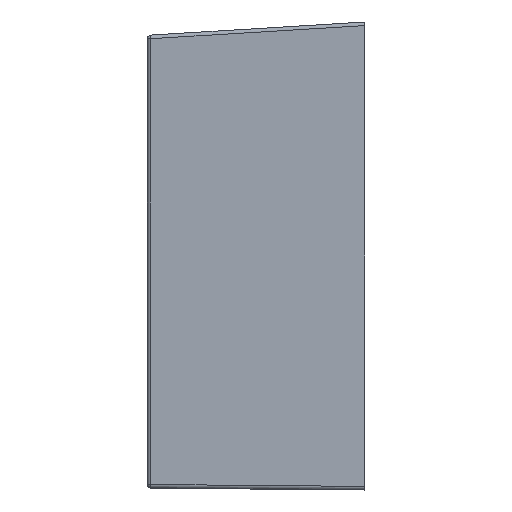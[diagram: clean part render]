
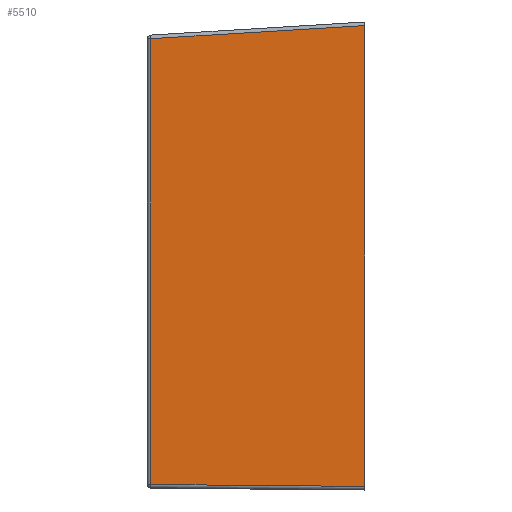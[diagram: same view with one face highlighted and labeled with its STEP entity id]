
A CAD part, left-side view. The second image highlights one B-rep face of the part: STEP entity #5510.
In plain terms, the highlighted planar face has unit normal (-0.999, 0.035, 0).
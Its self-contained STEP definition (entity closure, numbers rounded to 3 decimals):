
#194 = VERTEX_POINT ( 'NONE', #12411 ) ;
#224 = CARTESIAN_POINT ( 'NONE',  ( -399.925, 2.161, -122.982 ) ) ;
#1977 = DIRECTION ( 'NONE',  ( -0.035, -0.998, 0.061 ) ) ;
#2076 = ORIENTED_EDGE ( 'NONE', *, *, #6445, .F. ) ;
#2227 = EDGE_CURVE ( 'NONE', #9094, #194, #8025, .T. ) ;
#2655 = VECTOR ( 'NONE', #1977, 1000. ) ;
#2790 = LINE ( 'NONE', #3276, #8249 ) ;
#2848 = DIRECTION ( 'NONE',  ( 0.035, 0.999, 0.009 ) ) ;
#3268 = VERTEX_POINT ( 'NONE', #8397 ) ;
#3276 = CARTESIAN_POINT ( 'NONE',  ( -400.067, -1.93, 125. ) ) ;
#3710 = LINE ( 'NONE', #7776, #2655 ) ;
#4356 = ORIENTED_EDGE ( 'NONE', *, *, #6429, .F. ) ;
#4419 = CARTESIAN_POINT ( 'NONE',  ( -404.19, -120., 125. ) ) ;
#4476 = AXIS2_PLACEMENT_3D ( 'NONE', #5928, #8689, #4921 ) ;
#4881 = PLANE ( 'NONE',  #4476 ) ;
#4921 = DIRECTION ( 'NONE',  ( 0.035, 0.999, 0. ) ) ;
#5510 = ADVANCED_FACE ( 'NONE', ( #9615 ), #4881, .T. ) ;
#5928 = CARTESIAN_POINT ( 'NONE',  ( -400., 0., 125. ) ) ;
#6331 = ORIENTED_EDGE ( 'NONE', *, *, #2227, .T. ) ;
#6429 = EDGE_CURVE ( 'NONE', #3268, #6856, #2790, .T. ) ;
#6445 = EDGE_CURVE ( 'NONE', #6856, #194, #3710, .T. ) ;
#6674 = DIRECTION ( 'NONE',  ( 0., 0., 1. ) ) ;
#6856 = VERTEX_POINT ( 'NONE', #10936 ) ;
#7776 = CARTESIAN_POINT ( 'NONE',  ( -400.004, -0.122, 123.008 ) ) ;
#8001 = LINE ( 'NONE', #224, #11046 ) ;
#8025 = LINE ( 'NONE', #4419, #12563 ) ;
#8249 = VECTOR ( 'NONE', #6674, 1000. ) ;
#8397 = CARTESIAN_POINT ( 'NONE',  ( -400.067, -1.93, -123.017 ) ) ;
#8689 = DIRECTION ( 'NONE',  ( -0.999, 0.035, 0. ) ) ;
#9094 = VERTEX_POINT ( 'NONE', #11322 ) ;
#9615 = FACE_OUTER_BOUND ( 'NONE', #12362, .T. ) ;
#10936 = CARTESIAN_POINT ( 'NONE',  ( -400.067, -1.93, 123.119 ) ) ;
#11046 = VECTOR ( 'NONE', #2848, 1000. ) ;
#11322 = CARTESIAN_POINT ( 'NONE',  ( -404.19, -120., -124.048 ) ) ;
#11394 = EDGE_CURVE ( 'NONE', #9094, #3268, #8001, .T. ) ;
#11440 = ORIENTED_EDGE ( 'NONE', *, *, #11394, .F. ) ;
#12290 = DIRECTION ( 'NONE',  ( 0., 0., 1. ) ) ;
#12362 = EDGE_LOOP ( 'NONE', ( #6331, #2076, #4356, #11440 ) ) ;
#12411 = CARTESIAN_POINT ( 'NONE',  ( -404.19, -120., 130.34 ) ) ;
#12563 = VECTOR ( 'NONE', #12290, 1000. ) ;
